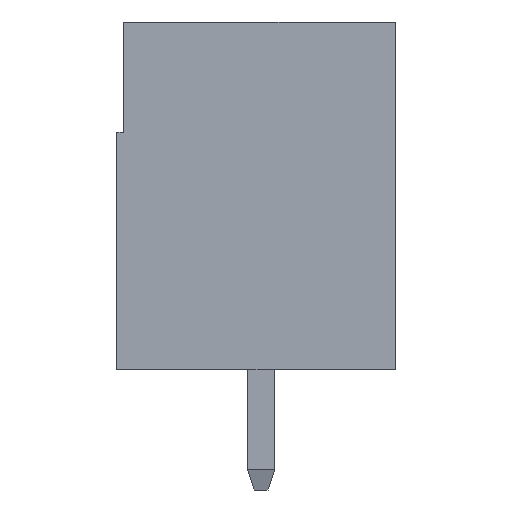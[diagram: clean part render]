
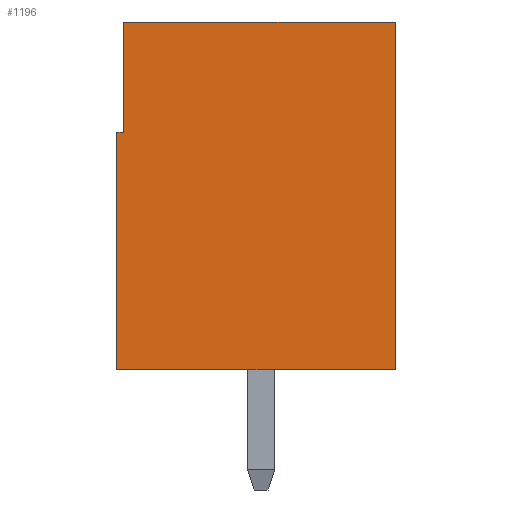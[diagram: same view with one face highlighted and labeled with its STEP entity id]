
A CAD part, left-side view. The second image highlights one B-rep face of the part: STEP entity #1196.
In plain terms, the highlighted planar face has unit normal (-1, 0, 0).
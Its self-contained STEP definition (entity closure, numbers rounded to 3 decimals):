
#1196 = ADVANCED_FACE( '', ( #2506 ), #2507, .T. );
#2506 = FACE_OUTER_BOUND( '', #3953, .T. );
#2507 = PLANE( '', #3954 );
#3953 = EDGE_LOOP( '', ( #7266, #7267, #7268, #7269, #7270, #7271 ) );
#3954 = AXIS2_PLACEMENT_3D( '', #7272, #7273, #7274 );
#7266 = ORIENTED_EDGE( '', *, *, #9494, .T. );
#7267 = ORIENTED_EDGE( '', *, *, #10133, .T. );
#7268 = ORIENTED_EDGE( '', *, *, #8761, .T. );
#7269 = ORIENTED_EDGE( '', *, *, #9642, .T. );
#7270 = ORIENTED_EDGE( '', *, *, #8849, .T. );
#7271 = ORIENTED_EDGE( '', *, *, #8872, .T. );
#7272 = CARTESIAN_POINT( '', ( -14.8, 0., 0. ) );
#7273 = DIRECTION( '', ( -1., 0., 0. ) );
#7274 = DIRECTION( '', ( 0., 0., 1. ) );
#8761 = EDGE_CURVE( '', #10460, #10458, #10461, .T. );
#8849 = EDGE_CURVE( '', #10616, #10621, #10623, .T. );
#8872 = EDGE_CURVE( '', #10621, #10662, #10664, .T. );
#9494 = EDGE_CURVE( '', #10662, #11732, #11734, .T. );
#9642 = EDGE_CURVE( '', #10458, #10616, #11958, .T. );
#10133 = EDGE_CURVE( '', #11732, #10460, #12602, .T. );
#10458 = VERTEX_POINT( '', #12974 );
#10460 = VERTEX_POINT( '', #12977 );
#10461 = LINE( '', #12978, #12979 );
#10616 = VERTEX_POINT( '', #13203 );
#10621 = VERTEX_POINT( '', #13210 );
#10623 = LINE( '', #13213, #13214 );
#10662 = VERTEX_POINT( '', #13269 );
#10664 = LINE( '', #13272, #13273 );
#11732 = VERTEX_POINT( '', #14846 );
#11734 = LINE( '', #14849, #14850 );
#11958 = LINE( '', #15180, #15181 );
#12602 = LINE( '', #16144, #16145 );
#12974 = CARTESIAN_POINT( '', ( -14.8, 3.85, 1.85 ) );
#12977 = CARTESIAN_POINT( '', ( -14.8, 3.85, 5.05 ) );
#12978 = CARTESIAN_POINT( '', ( -14.8, 3.85, 5.05 ) );
#12979 = VECTOR( '', #16625, 1000. );
#13203 = CARTESIAN_POINT( '', ( -14.8, 4.05, 1.85 ) );
#13210 = CARTESIAN_POINT( '', ( -14.8, 4.05, -5.05 ) );
#13213 = CARTESIAN_POINT( '', ( -14.8, 4.05, 1.85 ) );
#13214 = VECTOR( '', #16704, 1000. );
#13269 = CARTESIAN_POINT( '', ( -14.8, -4.05, -5.05 ) );
#13272 = CARTESIAN_POINT( '', ( -14.8, 4.05, -5.05 ) );
#13273 = VECTOR( '', #16728, 1000. );
#14846 = CARTESIAN_POINT( '', ( -14.8, -4.05, 5.05 ) );
#14849 = CARTESIAN_POINT( '', ( -14.8, -4.05, -5.05 ) );
#14850 = VECTOR( '', #17307, 1000. );
#15180 = CARTESIAN_POINT( '', ( -14.8, 3.85, 1.85 ) );
#15181 = VECTOR( '', #17441, 1000. );
#16144 = CARTESIAN_POINT( '', ( -14.8, -4.05, 5.05 ) );
#16145 = VECTOR( '', #17809, 1000. );
#16625 = DIRECTION( '', ( 0., 0., -1. ) );
#16704 = DIRECTION( '', ( 0., 0., -1. ) );
#16728 = DIRECTION( '', ( 0., -1., 0. ) );
#17307 = DIRECTION( '', ( 0., 0., 1. ) );
#17441 = DIRECTION( '', ( 0., 1., 0. ) );
#17809 = DIRECTION( '', ( 0., 1., 0. ) );
